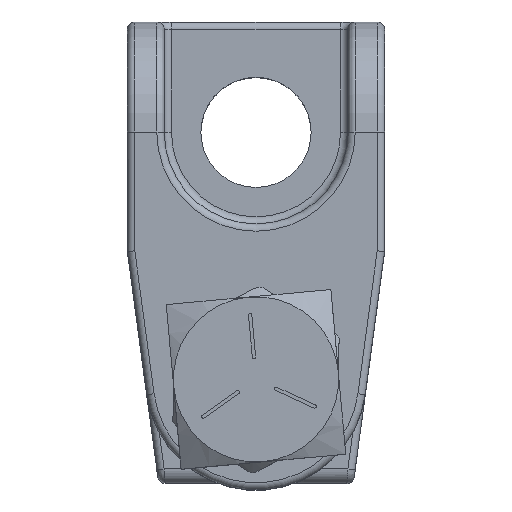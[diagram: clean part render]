
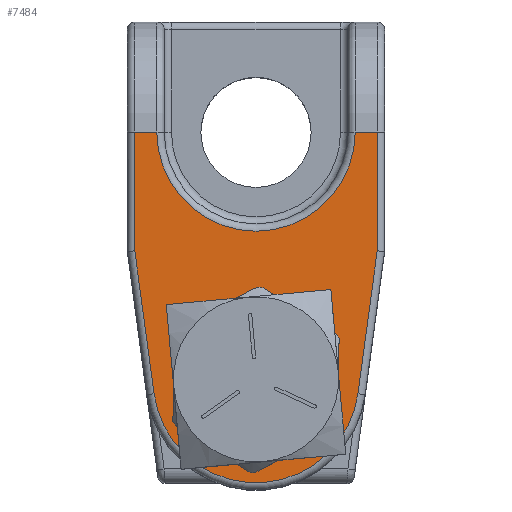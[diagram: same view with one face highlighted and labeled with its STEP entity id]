
A CAD part, top view. The second image highlights one B-rep face of the part: STEP entity #7484.
In plain terms, the highlighted planar face has unit normal (0, 0, 1).
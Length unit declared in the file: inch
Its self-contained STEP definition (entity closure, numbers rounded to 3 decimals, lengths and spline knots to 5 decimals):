
#160 = CARTESIAN_POINT ( 'NONE',  ( 0.4125, 1.21875, 1.125 ) ) ;
#421 = CARTESIAN_POINT ( 'NONE',  ( 0.4125, 0.81418, 1.125 ) ) ;
#570 = CARTESIAN_POINT ( 'NONE',  ( -0.4375, 1.21875, 1.125 ) ) ;
#615 = DIRECTION ( 'NONE',  ( -1., 0., 0. ) ) ;
#736 = ORIENTED_EDGE ( 'NONE', *, *, #6590, .T. ) ;
#821 = VECTOR ( 'NONE', #4640, 39.37008 ) ;
#919 = AXIS2_PLACEMENT_3D ( 'NONE', #7844, #1982, #8852 ) ;
#974 = ORIENTED_EDGE ( 'NONE', *, *, #2815, .T. ) ;
#1311 = ORIENTED_EDGE ( 'NONE', *, *, #10757, .T. ) ;
#1546 = CARTESIAN_POINT ( 'NONE',  ( -0.4125, 0., 1.125 ) ) ;
#1982 = DIRECTION ( 'NONE',  ( 0., 0., -1. ) ) ;
#1999 = VERTEX_POINT ( 'NONE', #11497 ) ;
#2090 = LINE ( 'NONE', #570, #12247 ) ;
#2302 = DIRECTION ( 'NONE',  ( 0., 0., -1. ) ) ;
#2633 = EDGE_CURVE ( 'NONE', #10460, #7960, #2090, .T. ) ;
#2648 = VERTEX_POINT ( 'NONE', #11449 ) ;
#2741 = VECTOR ( 'NONE', #7424, 39.37008 ) ;
#2815 = EDGE_CURVE ( 'NONE', #8206, #3571, #5078, .T. ) ;
#2835 = EDGE_CURVE ( 'NONE', #4104, #3050, #4749, .T. ) ;
#3050 = VERTEX_POINT ( 'NONE', #3187 ) ;
#3064 = ORIENTED_EDGE ( 'NONE', *, *, #8981, .T. ) ;
#3074 = ORIENTED_EDGE ( 'NONE', *, *, #9451, .T. ) ;
#3187 = CARTESIAN_POINT ( 'NONE',  ( 0.1875, 0.375, 1.125 ) ) ;
#3251 = DIRECTION ( 'NONE',  ( 0., 0., -1. ) ) ;
#3571 = VERTEX_POINT ( 'NONE', #160 ) ;
#3826 = EDGE_CURVE ( 'NONE', #7960, #10381, #12596, .T. ) ;
#3919 = DIRECTION ( 'NONE',  ( 0., 1., 0. ) ) ;
#3965 = CIRCLE ( 'NONE', #6962, 0.3375 ) ;
#4104 = VERTEX_POINT ( 'NONE', #9910 ) ;
#4640 = DIRECTION ( 'NONE',  ( 0.134, 0.991, 0. ) ) ;
#4664 = CARTESIAN_POINT ( 'NONE',  ( -0.34685, 0.32815, 1.125 ) ) ;
#4749 = CIRCLE ( 'NONE', #919, 0.1875 ) ;
#5078 = LINE ( 'NONE', #9818, #12611 ) ;
#5648 = DIRECTION ( 'NONE',  ( 0., 0., 1. ) ) ;
#5879 = CARTESIAN_POINT ( 'NONE',  ( -0.4125, 1.21875, 1.125 ) ) ;
#5945 = EDGE_CURVE ( 'NONE', #8235, #1999, #12087, .T. ) ;
#6006 = ORIENTED_EDGE ( 'NONE', *, *, #2633, .T. ) ;
#6129 = ORIENTED_EDGE ( 'NONE', *, *, #9937, .T. ) ;
#6141 = CARTESIAN_POINT ( 'NONE',  ( -0.3375, 1.21875, 1.125 ) ) ;
#6208 = CIRCLE ( 'NONE', #8773, 0.1875 ) ;
#6419 = ORIENTED_EDGE ( 'NONE', *, *, #3826, .T. ) ;
#6590 = EDGE_CURVE ( 'NONE', #1999, #8206, #8984, .T. ) ;
#6778 = DIRECTION ( 'NONE',  ( 0., 1., 0. ) ) ;
#6962 = AXIS2_PLACEMENT_3D ( 'NONE', #9124, #3251, #10134 ) ;
#6972 = FACE_OUTER_BOUND ( 'NONE', #10077, .T. ) ;
#6974 = CARTESIAN_POINT ( 'NONE',  ( -0.4125, 0.81418, 1.125 ) ) ;
#7107 = AXIS2_PLACEMENT_3D ( 'NONE', #12602, #12689, #6778 ) ;
#7330 = EDGE_LOOP ( 'NONE', ( #9878, #3064 ) ) ;
#7424 = DIRECTION ( 'NONE',  ( 0., -1., 0. ) ) ;
#7484 = ADVANCED_FACE ( 'NONE', ( #6972, #9587 ), #9700, .F. ) ;
#7575 = CARTESIAN_POINT ( 'NONE',  ( 0.41272, 0.81585, 1.125 ) ) ;
#7666 = ORIENTED_EDGE ( 'NONE', *, *, #5945, .T. ) ;
#7758 = VECTOR ( 'NONE', #10648, 39.37008 ) ;
#7844 = CARTESIAN_POINT ( 'NONE',  ( 0., 0.375, 1.125 ) ) ;
#7960 = VERTEX_POINT ( 'NONE', #5879 ) ;
#8150 = CARTESIAN_POINT ( 'NONE',  ( 0., 0.375, 1.125 ) ) ;
#8171 = AXIS2_PLACEMENT_3D ( 'NONE', #11557, #5648, #12525 ) ;
#8206 = VERTEX_POINT ( 'NONE', #421 ) ;
#8235 = VERTEX_POINT ( 'NONE', #10294 ) ;
#8773 = AXIS2_PLACEMENT_3D ( 'NONE', #8150, #2302, #9158 ) ;
#8852 = DIRECTION ( 'NONE',  ( -1., 0., 0. ) ) ;
#8981 = EDGE_CURVE ( 'NONE', #3050, #4104, #6208, .T. ) ;
#8984 = LINE ( 'NONE', #7575, #821 ) ;
#9124 = CARTESIAN_POINT ( 'NONE',  ( 0., 1.21875, 1.125 ) ) ;
#9158 = DIRECTION ( 'NONE',  ( -1., 0., 0. ) ) ;
#9451 = EDGE_CURVE ( 'NONE', #10381, #8235, #11364, .T. ) ;
#9560 = DIRECTION ( 'NONE',  ( 0.134, -0.991, 0. ) ) ;
#9587 = FACE_BOUND ( 'NONE', #7330, .T. ) ;
#9630 = CARTESIAN_POINT ( 'NONE',  ( -0.4375, 1.21875, 1.125 ) ) ;
#9700 = PLANE ( 'NONE',  #7107 ) ;
#9818 = CARTESIAN_POINT ( 'NONE',  ( 0.4125, 1.21875, 1.125 ) ) ;
#9878 = ORIENTED_EDGE ( 'NONE', *, *, #2835, .T. ) ;
#9910 = CARTESIAN_POINT ( 'NONE',  ( -0.1875, 0.375, 1.125 ) ) ;
#9937 = EDGE_CURVE ( 'NONE', #2648, #10460, #3965, .T. ) ;
#10077 = EDGE_LOOP ( 'NONE', ( #1311, #6129, #6006, #6419, #3074, #7666, #736, #974 ) ) ;
#10134 = DIRECTION ( 'NONE',  ( 0., 1., 0. ) ) ;
#10294 = CARTESIAN_POINT ( 'NONE',  ( -0.34685, 0.32815, 1.125 ) ) ;
#10381 = VERTEX_POINT ( 'NONE', #6974 ) ;
#10415 = LINE ( 'NONE', #9630, #7758 ) ;
#10460 = VERTEX_POINT ( 'NONE', #6141 ) ;
#10648 = DIRECTION ( 'NONE',  ( -1., 0., 0. ) ) ;
#10757 = EDGE_CURVE ( 'NONE', #3571, #2648, #10415, .T. ) ;
#11364 = LINE ( 'NONE', #4664, #11682 ) ;
#11449 = CARTESIAN_POINT ( 'NONE',  ( 0.3375, 1.21875, 1.125 ) ) ;
#11497 = CARTESIAN_POINT ( 'NONE',  ( 0.34685, 0.32815, 1.125 ) ) ;
#11557 = CARTESIAN_POINT ( 'NONE',  ( 0., 0.375, 1.125 ) ) ;
#11682 = VECTOR ( 'NONE', #9560, 39.37008 ) ;
#12087 = CIRCLE ( 'NONE', #8171, 0.35 ) ;
#12247 = VECTOR ( 'NONE', #615, 39.37008 ) ;
#12525 = DIRECTION ( 'NONE',  ( 0., 1., 0. ) ) ;
#12596 = LINE ( 'NONE', #1546, #2741 ) ;
#12602 = CARTESIAN_POINT ( 'NONE',  ( 0.4375, 0., 1.125 ) ) ;
#12611 = VECTOR ( 'NONE', #3919, 39.37008 ) ;
#12689 = DIRECTION ( 'NONE',  ( 0., 0., -1. ) ) ;
